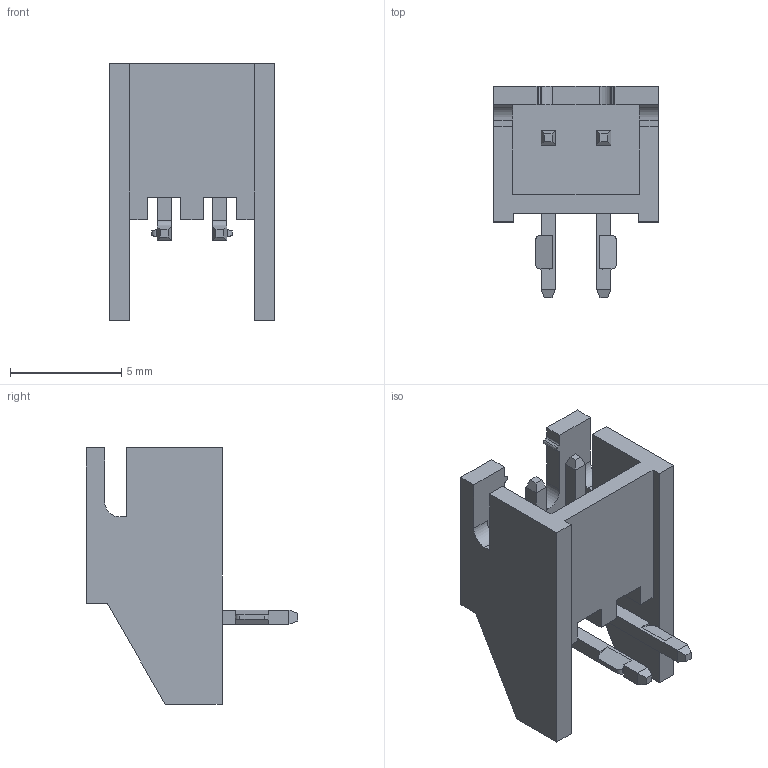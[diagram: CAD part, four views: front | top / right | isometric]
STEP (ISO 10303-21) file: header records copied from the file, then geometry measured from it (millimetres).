
FILE_DESCRIPTION (( 'STEP AP214' ), '1' );
FILE_NAME ('S2B-XH-A-1(LF)(SN).STEP', '2023-05-25T20:26:43', ( '' ), ( '' ), 'SwSTEP 2.0', 'SolidWorks 2021', '' );
FILE_SCHEMA (( 'AUTOMOTIVE_DESIGN' ));
Length unit declared in the file: millimetre
Products named in the file (1): S2B-XH-A-1(LF)(SN)
Bounding box: 7.4 x 9.5 x 11.5 mm (x, y, z)
Volume: 200.7 mm3; surface area: 528.5 mm2
Topology: 3 solids, 3 shells, 120 faces, 318 edges, 204 vertices
Faces by surface type: plane 102, cylinder 18
Entity records: 3698 total; most frequent: CARTESIAN_POINT 667, ORIENTED_EDGE 636, DIRECTION 580, EDGE_CURVE 318, LINE 282, VECTOR 282, VERTEX_POINT 204, AXIS2_PLACEMENT_3D 149
